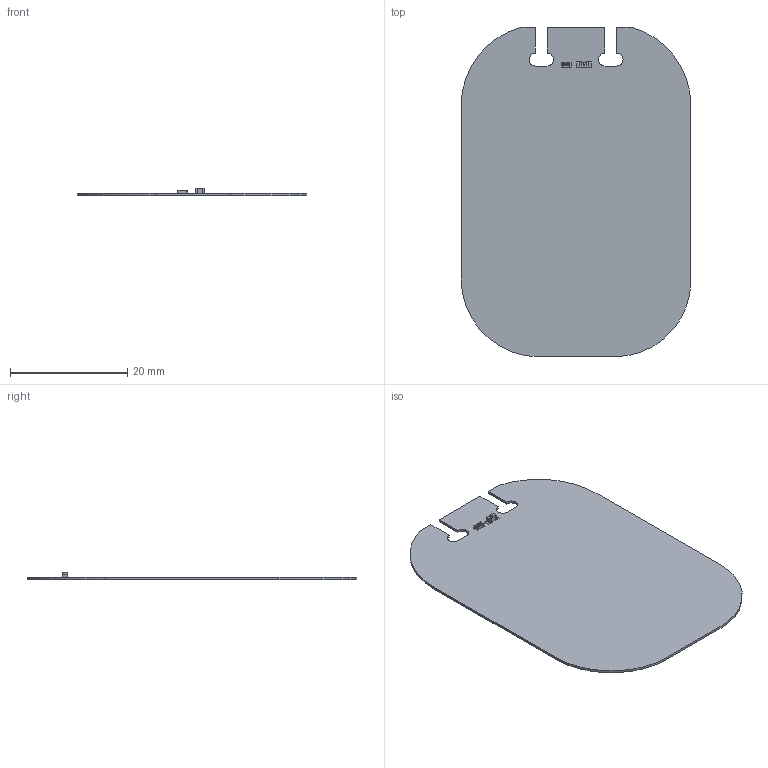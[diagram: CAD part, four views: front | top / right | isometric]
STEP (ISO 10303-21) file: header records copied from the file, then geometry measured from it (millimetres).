
FILE_DESCRIPTION (( 'STEP AP203' ), '1' );
FILE_NAME ('100007001-GroLab-Flood-Detector1.STEP', '2023-12-11T12:04:52', ( '' ), ( '' ), 'SwSTEP 2.0', 'SolidWorks 2020', '' );
FILE_SCHEMA (( 'CONFIG_CONTROL_DESIGN' ));
Length unit declared in the file: millimetre
Products named in the file (9): User_Library-cap0603_pad_0603___.step; Board.step; User_Library-cap0603_cap0603_body___.step; 100007001-GroLab-Flood-Detector.step; 100007001-GroLab-Flood-Detector1; C1.step; User_Library-cap0603.step; User_Library-RES_1609-0603.step; R1.step
Assembly tree (8 placements, depth 5):
  100007001-GroLab-Flood-Detector1
    100007001-GroLab-Flood-Detector.step
      C1.step
        User_Library-cap0603.step
          User_Library-cap0603_pad_0603___.step
          User_Library-cap0603_cap0603_body___.step
      R1.step
        User_Library-RES_1609-0603.step
      Board.step
Bounding box: 39.26 x 56.33 x 1.3 mm (x, y, z)
Volume: 837.6 mm3; surface area: 4165.3 mm2
Topology: 8 solids, 8 shells, 180 faces, 446 edges, 284 vertices
Faces by surface type: plane 98, bspline 50, cylinder 24, sphere 8
Entity records: 9627 total; most frequent: CARTESIAN_POINT 4749, ORIENTED_EDGE 876, DIRECTION 676, EDGE_CURVE 438, LINE 290, VECTOR 290, VERTEX_POINT 284, AXIS2_PLACEMENT_3D 193
